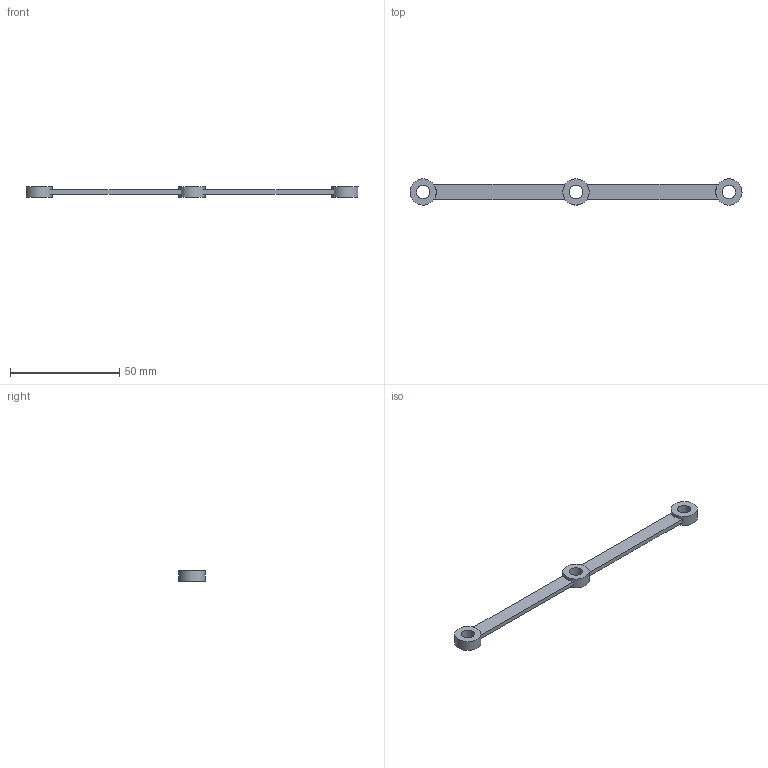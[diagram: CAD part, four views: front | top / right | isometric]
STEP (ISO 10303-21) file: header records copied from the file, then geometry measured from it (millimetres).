
FILE_DESCRIPTION(/* description */ (''),/* implementation_level */ '2;1');
FILE_NAME(/* name */ 'Conrod3.stp',/* time_stamp */ '2021-09-25T10:00:23+07:00',/* author */ ('admin'),/* organization */ (''),/* preprocessor_version */ 'ST-DEVELOPER v16.5',/* originating_system */ 'Autodesk Inventor 2017',/* authorisation */ '');
FILE_SCHEMA (('AUTOMOTIVE_DESIGN { 1 0 10303 214 3 1 1 }'));
Length unit declared in the file: millimetre
Products named in the file (1): Conrod
Bounding box: 151.97 x 12 x 5 mm (x, y, z)
Volume: 2916.5 mm3; surface area: 3423.6 mm2
Topology: 1 solids, 1 shells, 20 faces, 48 edges, 31 vertices
Faces by surface type: plane 14, cylinder 6
Full cylindrical faces by diameter (mm): 6 x3, 12 x3
Entity records: 558 total; most frequent: DIRECTION 98, CARTESIAN_POINT 85, ORIENTED_EDGE 72, AXIS2_PLACEMENT_3D 41, EDGE_LOOP 36, EDGE_CURVE 36, VERTEX_POINT 28, FACE_OUTER_BOUND 20
